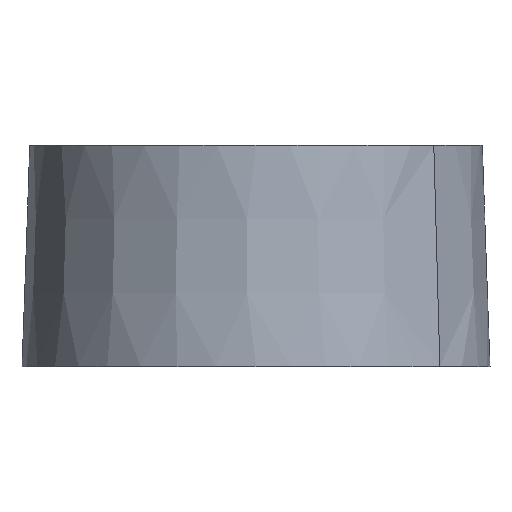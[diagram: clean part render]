
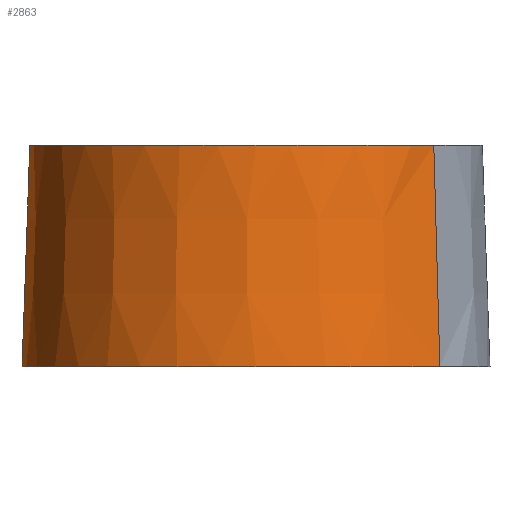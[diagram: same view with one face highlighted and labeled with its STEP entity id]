
A CAD part, left-side view. The second image highlights one B-rep face of the part: STEP entity #2863.
In plain terms, the highlighted conical face has half-angle 2 degrees and reference radius 22.394 mm.
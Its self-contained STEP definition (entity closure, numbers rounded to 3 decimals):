
#887=CARTESIAN_POINT('',(-17.224,-17.872,-10.75));
#888=VERTEX_POINT('',#887);
#889=CARTESIAN_POINT('',(-16.759,-17.282,10.75));
#890=VERTEX_POINT('',#889);
#891=CARTESIAN_POINT('',(-17.224,-17.872,-10.75));
#892=DIRECTION('',(0.022,0.027,0.999));
#893=VECTOR('',#892,21.513);
#894=LINE('',#891,#893);
#895=EDGE_CURVE('',#888,#890,#894,.T.);
#929=CARTESIAN_POINT('',(10.466,17.282,10.75));
#930=VERTEX_POINT('',#929);
#931=CARTESIAN_POINT('',(10.931,17.872,-10.75));
#932=VERTEX_POINT('',#931);
#933=CARTESIAN_POINT('',(10.466,17.282,10.75));
#934=DIRECTION('',(0.022,0.027,-0.999));
#935=VECTOR('',#934,21.513);
#936=LINE('',#933,#935);
#937=EDGE_CURVE('',#930,#932,#936,.T.);
#2504=CARTESIAN_POINT('',(-25.145,0.,10.75));
#2505=VERTEX_POINT('',#2504);
#2506=CARTESIAN_POINT('',(-3.146,0.,10.75));
#2507=DIRECTION('',(0.0,0.0,1.));
#2508=DIRECTION('',(1.,0.,0.0));
#2509=AXIS2_PLACEMENT_3D('',#2506,#2507,#2508);
#2510=CIRCLE('',#2509,21.999);
#2511=EDGE_CURVE('',#930,#2505,#2510,.T.);
#2513=CARTESIAN_POINT('',(-3.146,0.,10.75));
#2514=DIRECTION('',(0.0,0.0,1.));
#2515=DIRECTION('',(-1.,0.,0.0));
#2516=AXIS2_PLACEMENT_3D('',#2513,#2514,#2515);
#2517=CIRCLE('',#2516,21.999);
#2518=EDGE_CURVE('',#2505,#890,#2517,.T.);
#2836=CARTESIAN_POINT('',(-3.146,0.,-0.563));
#2837=DIRECTION('',(0.,0.,-1.0));
#2838=DIRECTION('',(0.619,0.786,0.));
#2839=AXIS2_PLACEMENT_3D('',#2836,#2837,#2838);
#2840=CONICAL_SURFACE('',#2839,22.394,2.);
#2841=ORIENTED_EDGE('',*,*,#937,.T.);
#2842=CARTESIAN_POINT('',(-25.896,0.,-10.75));
#2843=VERTEX_POINT('',#2842);
#2844=CARTESIAN_POINT('',(-3.146,0.,-10.75));
#2845=DIRECTION('',(0.0,0.0,-1.0));
#2846=DIRECTION('',(-1.0,0.0,0.0));
#2847=AXIS2_PLACEMENT_3D('',#2844,#2845,#2846);
#2848=CIRCLE('',#2847,22.75);
#2849=EDGE_CURVE('',#2843,#932,#2848,.T.);
#2850=ORIENTED_EDGE('',*,*,#2849,.F.);
#2851=CARTESIAN_POINT('',(-3.146,0.,-10.75));
#2852=DIRECTION('',(0.0,0.0,-1.0));
#2853=DIRECTION('',(1.0,0.0,0.0));
#2854=AXIS2_PLACEMENT_3D('',#2851,#2852,#2853);
#2855=CIRCLE('',#2854,22.75);
#2856=EDGE_CURVE('',#888,#2843,#2855,.T.);
#2857=ORIENTED_EDGE('',*,*,#2856,.F.);
#2858=ORIENTED_EDGE('',*,*,#895,.T.);
#2859=ORIENTED_EDGE('',*,*,#2518,.F.);
#2860=ORIENTED_EDGE('',*,*,#2511,.F.);
#2861=EDGE_LOOP('',(#2841,#2850,#2857,#2858,#2859,#2860));
#2862=FACE_OUTER_BOUND('',#2861,.T.);
#2863=ADVANCED_FACE('',(#2862),#2840,.T.);
